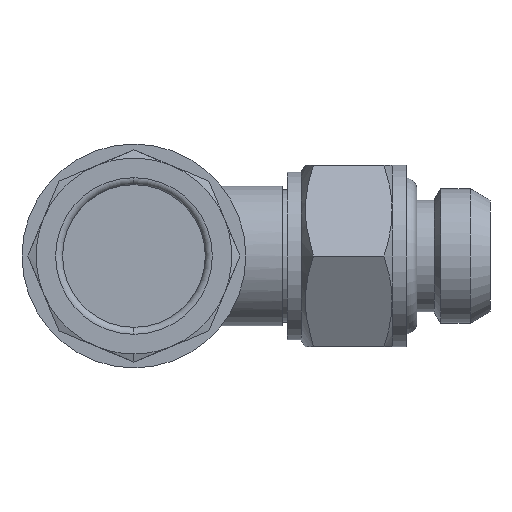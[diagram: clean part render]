
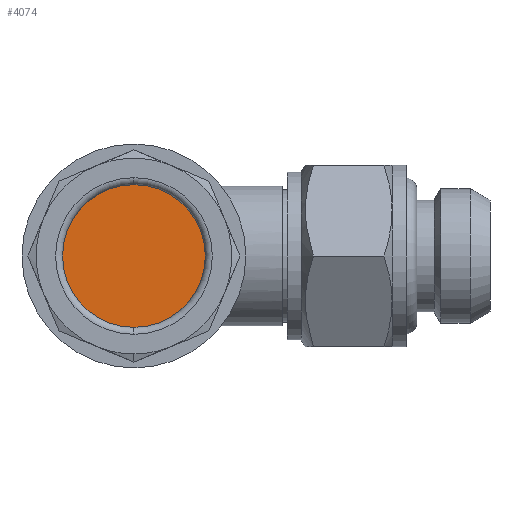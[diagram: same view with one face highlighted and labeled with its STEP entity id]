
A CAD part, left-side view. The second image highlights one B-rep face of the part: STEP entity #4074.
In plain terms, the highlighted planar face has unit normal (-1, 0, 0).
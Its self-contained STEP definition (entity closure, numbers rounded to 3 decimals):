
#18 = DIRECTION ( 'NONE',  ( 0., 0., -1. ) ) ;
#19 = DIRECTION ( 'NONE',  ( 1., 0., 0. ) ) ;
#20 = CARTESIAN_POINT ( 'NONE',  ( -22.035, 23., 0. ) ) ;
#737 = CARTESIAN_POINT ( 'NONE',  ( -22.035, 23., 5.1 ) ) ;
#743 = CARTESIAN_POINT ( 'NONE',  ( -22.035, 23., -5.1 ) ) ;
#1280 = FACE_OUTER_BOUND ( 'NONE', #6263, .T. ) ;
#1841 = PLANE ( 'NONE',  #5998 ) ;
#1849 = CARTESIAN_POINT ( 'NONE',  ( -22.035, 29.732, 0. ) ) ;
#1850 = DIRECTION ( 'NONE',  ( 1., 0., 0. ) ) ;
#1851 = DIRECTION ( 'NONE',  ( 0., 0., -1. ) ) ;
#2111 = EDGE_CURVE ( 'NONE', #4291, #4283, #5467, .T. ) ;
#3408 = CARTESIAN_POINT ( 'NONE',  ( -22.035, 23., 0. ) ) ;
#3409 = DIRECTION ( 'NONE',  ( 1., 0., 0. ) ) ;
#3410 = DIRECTION ( 'NONE',  ( 0., 0., -1. ) ) ;
#4074 = ADVANCED_FACE ( 'NONE', ( #1280 ), #1841, .F. ) ;
#4159 = ORIENTED_EDGE ( 'NONE', *, *, #4615, .F. ) ;
#4160 = ORIENTED_EDGE ( 'NONE', *, *, #2111, .F. ) ;
#4283 = VERTEX_POINT ( 'NONE', #737 ) ;
#4291 = VERTEX_POINT ( 'NONE', #743 ) ;
#4615 = EDGE_CURVE ( 'NONE', #4283, #4291, #5782, .T. ) ;
#4684 = AXIS2_PLACEMENT_3D ( 'NONE', #20, #19, #18 ) ;
#5467 = CIRCLE ( 'NONE', #4684, 5.1 ) ;
#5782 = CIRCLE ( 'NONE', #6653, 5.1 ) ;
#5998 = AXIS2_PLACEMENT_3D ( 'NONE', #1849, #1850, #1851 ) ;
#6263 = EDGE_LOOP ( 'NONE', ( #4159, #4160 ) ) ;
#6653 = AXIS2_PLACEMENT_3D ( 'NONE', #3408, #3409, #3410 ) ;
